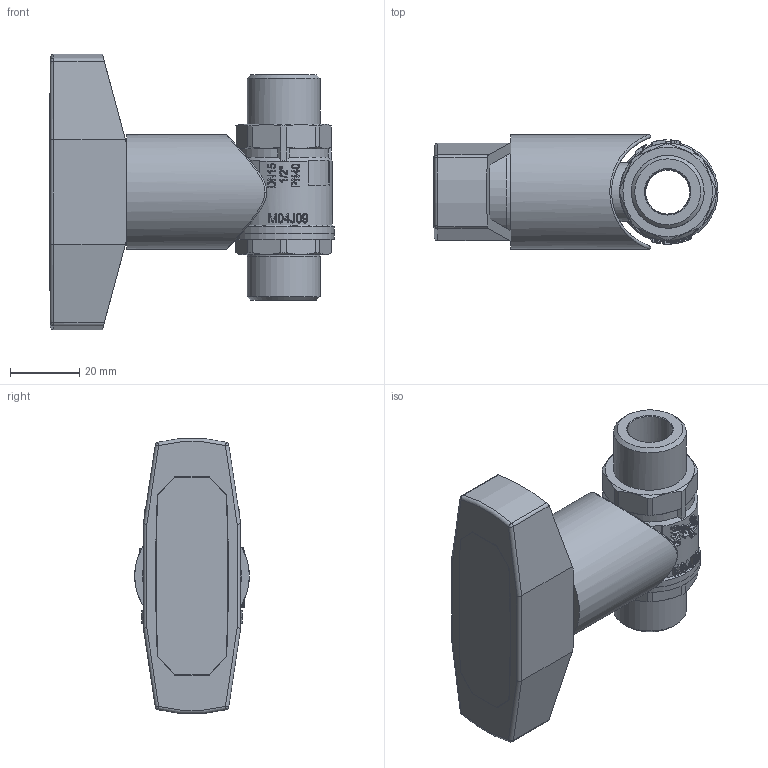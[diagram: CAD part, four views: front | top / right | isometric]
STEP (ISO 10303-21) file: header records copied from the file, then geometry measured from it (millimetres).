
FILE_DESCRIPTION(/* description */ ('Unknown'),/* implementation_level */ '2;1');
FILE_NAME(/* name */ '687-04',/* time_stamp */ '2022-06-15T11:44:13+02:00',/* author */ ('Unknown'),/* organization */ ('Unknown'),/* preprocessor_version */ 'ST-DEVELOPER v16.7',/* originating_system */ 'Solid Edge',/* authorisation */ 'Unknown');
FILE_SCHEMA (('AUTOMOTIVE_DESIGN {1 0 10303 214 3 1 1}'));
Length unit declared in the file: millimetre
Products named in the file (13): 687-04; 94000685-04; 01; SHOUBING; VT0801431006-1; XINZI; VT09011603; 620-04; 600-04_Spindel; 600-04_Stopfbuchse; 610-04_Einschraubteil; 620-04_Körper
Assembly tree (12 placements, depth 4):
  687-04
    94000685-04
      01
      SHOUBING
      VT0801431006-1
      XINZI
      VT09011603
    620-04
      600-04_Spindel
        600-04_Stopfbuchse
        600-04_Spindel
      610-04_Einschraubteil
      620-04_Körper
Bounding box: 81.8 x 33 x 79.22 mm (x, y, z)
Volume: 58881 mm3; surface area: 40359.8 mm2
Topology: 9 solids, 9 shells, 1231 faces, 3394 edges, 2249 vertices
Faces by surface type: plane 1040, cylinder 142, cone 33, sphere 6, torus 6, bspline 4
Full cylindrical faces by diameter (mm): 1.5 x1, 3.4 x2, 5.4 x4, 6.6 x1, 8.9 x2, 9.1 x1, 9.3 x1, 10 x1, 10.5 x1, 10.8 x1, 12 x1, 12.5 x1, 12.64 x1, 13 x1, 14 x1, 14.5 x1, 17 x1, 18 x1, 18.1 x1, 19 x1, 19.2 x1, 20.955 x2, 20.96 x1, 23.5 x1, 25 x2, 25.5 x1, 26.5 x2, 28 x1, 28.5 x1, 29 x2
Entity records: 52449 total; most frequent: CARTESIAN_POINT 12104, DIRECTION 7524, ORIENTED_EDGE 6612, EDGE_CURVE 3306, AXIS2_PLACEMENT_3D 3073, VERTEX_POINT 2227, ELLIPSE 1433, FACE_BOUND 1385
